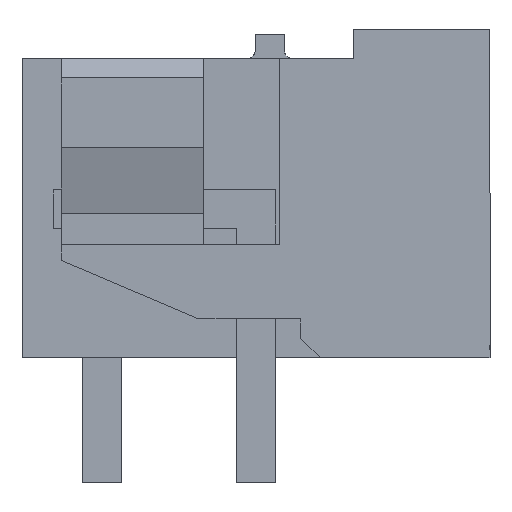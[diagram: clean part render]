
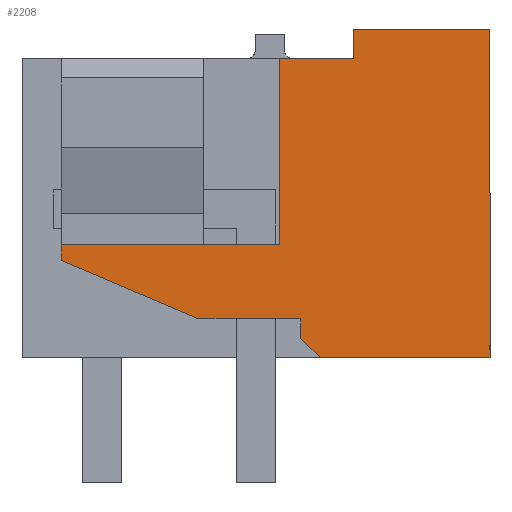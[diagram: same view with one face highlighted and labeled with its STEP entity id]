
A CAD part, left-side view. The second image highlights one B-rep face of the part: STEP entity #2208.
In plain terms, the highlighted planar face has unit normal (-1, 0, 0).
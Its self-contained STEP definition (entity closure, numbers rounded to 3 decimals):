
#2168=AXIS2_PLACEMENT_3D('Plane Axis2P3D',#2165,#2166,#2167) ;
#254=CARTESIAN_POINT('Vertex',(0.,0.,3.2)) ;
#259=CARTESIAN_POINT('Line Origine',(0.,2.177,3.2)) ;
#263=CARTESIAN_POINT('Vertex',(0.,4.354,3.2)) ;
#408=CARTESIAN_POINT('Vertex',(0.,5.4,10.88)) ;
#411=CARTESIAN_POINT('Line Origine',(0.,4.45,10.88)) ;
#415=CARTESIAN_POINT('Vertex',(0.,3.5,10.88)) ;
#1122=CARTESIAN_POINT('Line Origine',(0.,11.,5.905)) ;
#1126=CARTESIAN_POINT('Vertex',(0.,11.,6.11)) ;
#1128=CARTESIAN_POINT('Vertex',(0.,11.,5.701)) ;
#1230=CARTESIAN_POINT('Vertex',(0.,7.465,4.203)) ;
#1233=CARTESIAN_POINT('Line Origine',(0.,9.232,4.952)) ;
#1254=CARTESIAN_POINT('Vertex',(0.,4.854,4.203)) ;
#1257=CARTESIAN_POINT('Line Origine',(0.,6.159,4.203)) ;
#1312=CARTESIAN_POINT('Vertex',(0.,4.854,3.7)) ;
#1315=CARTESIAN_POINT('Line Origine',(0.,4.854,3.951)) ;
#1332=CARTESIAN_POINT('Line Origine',(0.,4.604,3.45)) ;
#1355=CARTESIAN_POINT('Vertex',(0.,0.,11.63)) ;
#1358=CARTESIAN_POINT('Line Origine',(0.,0.,7.415)) ;
#2165=CARTESIAN_POINT('Axis2P3D Location',(0.,12.,1.7)) ;
#2170=CARTESIAN_POINT('Line Origine',(0.,1.75,11.63)) ;
#2174=CARTESIAN_POINT('Vertex',(0.,3.5,11.63)) ;
#2177=CARTESIAN_POINT('Line Origine',(0.,3.5,11.255)) ;
#2182=CARTESIAN_POINT('Line Origine',(0.,5.4,8.495)) ;
#2186=CARTESIAN_POINT('Vertex',(0.,5.4,6.11)) ;
#2189=CARTESIAN_POINT('Line Origine',(0.,8.2,6.11)) ;
#260=DIRECTION('Vector Direction',(0.,1.,0.)) ;
#412=DIRECTION('Vector Direction',(0.,1.,0.)) ;
#1123=DIRECTION('Vector Direction',(0.,0.,1.)) ;
#1234=DIRECTION('Vector Direction',(0.,0.921,0.39)) ;
#1258=DIRECTION('Vector Direction',(0.,-1.,0.)) ;
#1316=DIRECTION('Vector Direction',(0.,0.,-1.)) ;
#1333=DIRECTION('Vector Direction',(0.,0.707,0.707)) ;
#1359=DIRECTION('Vector Direction',(0.,0.,-1.)) ;
#2166=DIRECTION('Axis2P3D Direction',(-1.,0.,0.)) ;
#2167=DIRECTION('Axis2P3D XDirection',(0.,-1.,0.)) ;
#2171=DIRECTION('Vector Direction',(0.,1.,0.)) ;
#2178=DIRECTION('Vector Direction',(0.,0.,1.)) ;
#2183=DIRECTION('Vector Direction',(0.,0.,-1.)) ;
#2190=DIRECTION('Vector Direction',(0.,1.,0.)) ;
#261=VECTOR('Line Direction',#260,1.) ;
#413=VECTOR('Line Direction',#412,1.) ;
#1124=VECTOR('Line Direction',#1123,1.) ;
#1235=VECTOR('Line Direction',#1234,1.) ;
#1259=VECTOR('Line Direction',#1258,1.) ;
#1317=VECTOR('Line Direction',#1316,1.) ;
#1334=VECTOR('Line Direction',#1333,1.) ;
#1360=VECTOR('Line Direction',#1359,1.) ;
#2172=VECTOR('Line Direction',#2171,1.) ;
#2179=VECTOR('Line Direction',#2178,1.) ;
#2184=VECTOR('Line Direction',#2183,1.) ;
#2191=VECTOR('Line Direction',#2190,1.) ;
#2195=ORIENTED_EDGE('',*,*,#2176,.T.) ;
#2196=ORIENTED_EDGE('',*,*,#2181,.T.) ;
#2197=ORIENTED_EDGE('',*,*,#417,.T.) ;
#2198=ORIENTED_EDGE('',*,*,#2188,.T.) ;
#2199=ORIENTED_EDGE('',*,*,#2193,.T.) ;
#2200=ORIENTED_EDGE('',*,*,#1130,.T.) ;
#2201=ORIENTED_EDGE('',*,*,#1237,.T.) ;
#2202=ORIENTED_EDGE('',*,*,#1261,.T.) ;
#2203=ORIENTED_EDGE('',*,*,#1319,.T.) ;
#2204=ORIENTED_EDGE('',*,*,#1336,.T.) ;
#2205=ORIENTED_EDGE('',*,*,#265,.T.) ;
#2206=ORIENTED_EDGE('',*,*,#1362,.T.) ;
#2208=ADVANCED_FACE('HOUSING',(#2207),#2169,.T.) ;
#265=EDGE_CURVE('',#264,#255,#262,.F.) ;
#417=EDGE_CURVE('',#416,#409,#414,.T.) ;
#1130=EDGE_CURVE('',#1127,#1129,#1125,.F.) ;
#1237=EDGE_CURVE('',#1129,#1231,#1236,.F.) ;
#1261=EDGE_CURVE('',#1231,#1255,#1260,.T.) ;
#1319=EDGE_CURVE('',#1255,#1313,#1318,.T.) ;
#1336=EDGE_CURVE('',#1313,#264,#1335,.F.) ;
#1362=EDGE_CURVE('',#255,#1356,#1361,.F.) ;
#2176=EDGE_CURVE('',#1356,#2175,#2173,.T.) ;
#2181=EDGE_CURVE('',#2175,#416,#2180,.F.) ;
#2188=EDGE_CURVE('',#409,#2187,#2185,.T.) ;
#2193=EDGE_CURVE('',#2187,#1127,#2192,.T.) ;
#2194=EDGE_LOOP('',(#2195,#2196,#2197,#2198,#2199,#2200,#2201,#2202,#2203,#2204,#2205,#2206)) ;
#2207=FACE_OUTER_BOUND('',#2194,.T.) ;
#262=LINE('Line',#259,#261) ;
#414=LINE('Line',#411,#413) ;
#1125=LINE('Line',#1122,#1124) ;
#1236=LINE('Line',#1233,#1235) ;
#1260=LINE('Line',#1257,#1259) ;
#1318=LINE('Line',#1315,#1317) ;
#1335=LINE('Line',#1332,#1334) ;
#1361=LINE('Line',#1358,#1360) ;
#2173=LINE('Line',#2170,#2172) ;
#2180=LINE('Line',#2177,#2179) ;
#2185=LINE('Line',#2182,#2184) ;
#2192=LINE('Line',#2189,#2191) ;
#2169=PLANE('',#2168) ;
#255=VERTEX_POINT('',#254) ;
#264=VERTEX_POINT('',#263) ;
#409=VERTEX_POINT('',#408) ;
#416=VERTEX_POINT('',#415) ;
#1127=VERTEX_POINT('',#1126) ;
#1129=VERTEX_POINT('',#1128) ;
#1231=VERTEX_POINT('',#1230) ;
#1255=VERTEX_POINT('',#1254) ;
#1313=VERTEX_POINT('',#1312) ;
#1356=VERTEX_POINT('',#1355) ;
#2175=VERTEX_POINT('',#2174) ;
#2187=VERTEX_POINT('',#2186) ;
